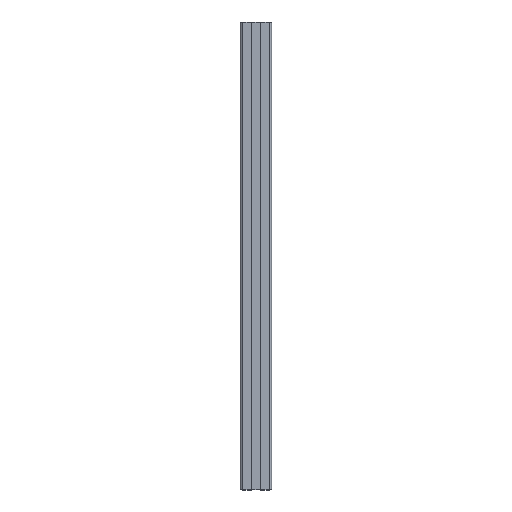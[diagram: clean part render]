
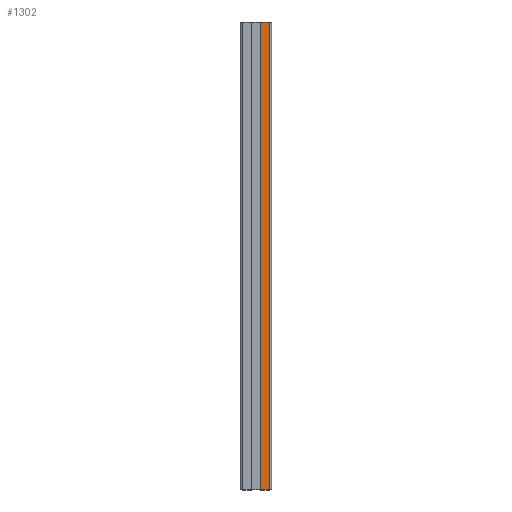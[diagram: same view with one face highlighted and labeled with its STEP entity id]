
A CAD part, top view. The second image highlights one B-rep face of the part: STEP entity #1302.
In plain terms, the highlighted face is planar.
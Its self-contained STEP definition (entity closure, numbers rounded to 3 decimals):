
#61 = CARTESIAN_POINT ( 'NONE',  ( -8.4, 10., -300. ) ) ;
#70 = CARTESIAN_POINT ( 'NONE',  ( -8.4, 10., 0. ) ) ;
#76 = CARTESIAN_POINT ( 'NONE',  ( -3.1, 10., -300. ) ) ;
#99 = CARTESIAN_POINT ( 'NONE',  ( -3.1, 10., 0. ) ) ;
#182 = FACE_OUTER_BOUND ( 'NONE', #905, .T. ) ;
#186 = PLANE ( 'NONE',  #1583 ) ;
#189 = DIRECTION ( 'NONE',  ( 0., 1., 0. ) ) ;
#201 = CARTESIAN_POINT ( 'NONE',  ( -3.1, 10., -300. ) ) ;
#208 = DIRECTION ( 'NONE',  ( 0., 0., 1. ) ) ;
#417 = LINE ( 'NONE', #1841, #1735 ) ;
#544 = LINE ( 'NONE', #545, #1640 ) ;
#545 = CARTESIAN_POINT ( 'NONE',  ( -8.4, 10., -300. ) ) ;
#554 = DIRECTION ( 'NONE',  ( 0., 0., 1. ) ) ;
#631 = DIRECTION ( 'NONE',  ( -1., 0., 0. ) ) ;
#646 = LINE ( 'NONE', #649, #1602 ) ;
#649 = CARTESIAN_POINT ( 'NONE',  ( -3.1, 10., -300. ) ) ;
#735 = LINE ( 'NONE', #755, #1669 ) ;
#737 = DIRECTION ( 'NONE',  ( 0., 0., 1. ) ) ;
#755 = CARTESIAN_POINT ( 'NONE',  ( -3.1, 10., -300. ) ) ;
#848 = ORIENTED_EDGE ( 'NONE', *, *, #1375, .T. ) ;
#905 = EDGE_LOOP ( 'NONE', ( #959, #1009, #1002, #848 ) ) ;
#959 = ORIENTED_EDGE ( 'NONE', *, *, #1470, .F. ) ;
#1002 = ORIENTED_EDGE ( 'NONE', *, *, #1406, .T. ) ;
#1009 = ORIENTED_EDGE ( 'NONE', *, *, #1443, .F. ) ;
#1054 = VERTEX_POINT ( 'NONE', #61 ) ;
#1056 = VERTEX_POINT ( 'NONE', #76 ) ;
#1057 = VERTEX_POINT ( 'NONE', #99 ) ;
#1074 = VERTEX_POINT ( 'NONE', #70 ) ;
#1302 = ADVANCED_FACE ( 'PLANAR_11', ( #182 ), #186, .T. ) ;
#1375 = EDGE_CURVE ( 'NONE', #1054, #1074, #544, .T. ) ;
#1406 = EDGE_CURVE ( 'NONE', #1056, #1054, #646, .T. ) ;
#1443 = EDGE_CURVE ( 'NONE', #1056, #1057, #735, .T. ) ;
#1470 = EDGE_CURVE ( 'NONE', #1057, #1074, #417, .T. ) ;
#1583 = AXIS2_PLACEMENT_3D ( 'NONE', #201, #189, #208 ) ;
#1602 = VECTOR ( 'NONE', #631, 1000. ) ;
#1640 = VECTOR ( 'NONE', #554, 1000. ) ;
#1669 = VECTOR ( 'NONE', #737, 1000. ) ;
#1735 = VECTOR ( 'NONE', #1847, 1000. ) ;
#1841 = CARTESIAN_POINT ( 'NONE',  ( -3.1, 10., 0. ) ) ;
#1847 = DIRECTION ( 'NONE',  ( -1., 0., 0. ) ) ;
